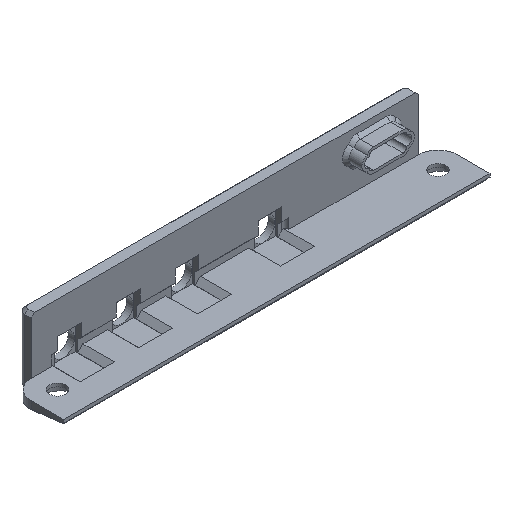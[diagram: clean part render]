
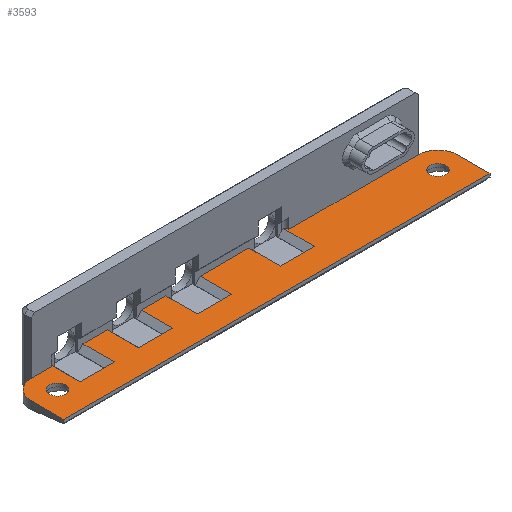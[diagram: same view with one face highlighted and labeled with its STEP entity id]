
A CAD part, isometric view. The second image highlights one B-rep face of the part: STEP entity #3593.
In plain terms, the highlighted planar face has unit normal (0, 0, 1).
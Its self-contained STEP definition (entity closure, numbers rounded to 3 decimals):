
#108=FACE_BOUND('',#469,.T.);
#109=FACE_BOUND('',#470,.T.);
#139=CIRCLE('',#3815,0.7);
#140=CIRCLE('',#3816,0.3);
#141=CIRCLE('',#3817,6.);
#142=CIRCLE('',#3818,6.);
#143=CIRCLE('',#3819,1.2);
#144=CIRCLE('',#3820,2.45);
#145=CIRCLE('',#3821,2.45);
#263=FACE_OUTER_BOUND('',#468,.T.);
#468=EDGE_LOOP('',(#2390,#2391,#2392,#2393,#2394,#2395,#2396,#2397,#2398,
#2399,#2400,#2401,#2402,#2403,#2404,#2405,#2406,#2407,#2408,#2409,#2410,
#2411,#2412,#2413,#2414,#2415,#2416));
#469=EDGE_LOOP('',(#2417));
#470=EDGE_LOOP('',(#2418));
#713=LINE('',#5217,#1105);
#715=LINE('',#5221,#1107);
#716=LINE('',#5227,#1108);
#717=LINE('',#5229,#1109);
#718=LINE('',#5233,#1110);
#719=LINE('',#5235,#1111);
#720=LINE('',#5237,#1112);
#721=LINE('',#5241,#1113);
#722=LINE('',#5243,#1114);
#723=LINE('',#5247,#1115);
#724=LINE('',#5249,#1116);
#725=LINE('',#5251,#1117);
#726=LINE('',#5253,#1118);
#727=LINE('',#5255,#1119);
#728=LINE('',#5257,#1120);
#729=LINE('',#5259,#1121);
#730=LINE('',#5261,#1122);
#731=LINE('',#5263,#1123);
#732=LINE('',#5265,#1124);
#733=LINE('',#5267,#1125);
#734=LINE('',#5269,#1126);
#735=LINE('',#5270,#1127);
#1105=VECTOR('',#4155,10.);
#1107=VECTOR('',#4159,10.);
#1108=VECTOR('',#4164,10.);
#1109=VECTOR('',#4165,10.);
#1110=VECTOR('',#4168,10.);
#1111=VECTOR('',#4169,10.);
#1112=VECTOR('',#4170,10.);
#1113=VECTOR('',#4173,10.);
#1114=VECTOR('',#4174,10.);
#1115=VECTOR('',#4177,10.);
#1116=VECTOR('',#4178,10.);
#1117=VECTOR('',#4179,10.);
#1118=VECTOR('',#4180,10.);
#1119=VECTOR('',#4181,10.);
#1120=VECTOR('',#4182,10.);
#1121=VECTOR('',#4183,10.);
#1122=VECTOR('',#4184,10.);
#1123=VECTOR('',#4185,10.);
#1124=VECTOR('',#4186,10.);
#1125=VECTOR('',#4187,10.);
#1126=VECTOR('',#4188,10.);
#1127=VECTOR('',#4189,10.);
#1498=VERTEX_POINT('',#5214);
#1499=VERTEX_POINT('',#5216);
#1500=VERTEX_POINT('',#5220);
#1501=VERTEX_POINT('',#5222);
#1502=VERTEX_POINT('',#5224);
#1503=VERTEX_POINT('',#5226);
#1504=VERTEX_POINT('',#5228);
#1505=VERTEX_POINT('',#5230);
#1506=VERTEX_POINT('',#5232);
#1507=VERTEX_POINT('',#5234);
#1508=VERTEX_POINT('',#5236);
#1509=VERTEX_POINT('',#5238);
#1510=VERTEX_POINT('',#5240);
#1511=VERTEX_POINT('',#5242);
#1512=VERTEX_POINT('',#5244);
#1513=VERTEX_POINT('',#5246);
#1514=VERTEX_POINT('',#5248);
#1515=VERTEX_POINT('',#5250);
#1516=VERTEX_POINT('',#5252);
#1517=VERTEX_POINT('',#5254);
#1518=VERTEX_POINT('',#5256);
#1519=VERTEX_POINT('',#5258);
#1520=VERTEX_POINT('',#5260);
#1521=VERTEX_POINT('',#5262);
#1522=VERTEX_POINT('',#5264);
#1523=VERTEX_POINT('',#5266);
#1524=VERTEX_POINT('',#5268);
#1525=VERTEX_POINT('',#5271);
#1526=VERTEX_POINT('',#5273);
#1850=EDGE_CURVE('',#1498,#1499,#713,.T.);
#1852=EDGE_CURVE('',#1499,#1500,#715,.T.);
#1853=EDGE_CURVE('',#1498,#1501,#139,.T.);
#1854=EDGE_CURVE('',#1502,#1501,#140,.T.);
#1855=EDGE_CURVE('',#1502,#1503,#716,.T.);
#1856=EDGE_CURVE('',#1503,#1504,#717,.T.);
#1857=EDGE_CURVE('',#1505,#1504,#141,.T.);
#1858=EDGE_CURVE('',#1505,#1506,#718,.T.);
#1859=EDGE_CURVE('',#1506,#1507,#719,.T.);
#1860=EDGE_CURVE('',#1507,#1508,#720,.T.);
#1861=EDGE_CURVE('',#1509,#1508,#142,.T.);
#1862=EDGE_CURVE('',#1509,#1510,#721,.T.);
#1863=EDGE_CURVE('',#1511,#1510,#722,.T.);
#1864=EDGE_CURVE('',#1511,#1512,#143,.T.);
#1865=EDGE_CURVE('',#1513,#1512,#723,.T.);
#1866=EDGE_CURVE('',#1514,#1513,#724,.T.);
#1867=EDGE_CURVE('',#1515,#1514,#725,.T.);
#1868=EDGE_CURVE('',#1515,#1516,#726,.T.);
#1869=EDGE_CURVE('',#1517,#1516,#727,.T.);
#1870=EDGE_CURVE('',#1518,#1517,#728,.T.);
#1871=EDGE_CURVE('',#1519,#1518,#729,.T.);
#1872=EDGE_CURVE('',#1519,#1520,#730,.T.);
#1873=EDGE_CURVE('',#1521,#1520,#731,.T.);
#1874=EDGE_CURVE('',#1522,#1521,#732,.T.);
#1875=EDGE_CURVE('',#1523,#1522,#733,.T.);
#1876=EDGE_CURVE('',#1523,#1524,#734,.T.);
#1877=EDGE_CURVE('',#1500,#1524,#735,.T.);
#1878=EDGE_CURVE('',#1525,#1525,#144,.F.);
#1879=EDGE_CURVE('',#1526,#1526,#145,.F.);
#2390=ORIENTED_EDGE('',*,*,#1852,.F.);
#2391=ORIENTED_EDGE('',*,*,#1850,.F.);
#2392=ORIENTED_EDGE('',*,*,#1853,.T.);
#2393=ORIENTED_EDGE('',*,*,#1854,.F.);
#2394=ORIENTED_EDGE('',*,*,#1855,.T.);
#2395=ORIENTED_EDGE('',*,*,#1856,.T.);
#2396=ORIENTED_EDGE('',*,*,#1857,.F.);
#2397=ORIENTED_EDGE('',*,*,#1858,.T.);
#2398=ORIENTED_EDGE('',*,*,#1859,.T.);
#2399=ORIENTED_EDGE('',*,*,#1860,.T.);
#2400=ORIENTED_EDGE('',*,*,#1861,.F.);
#2401=ORIENTED_EDGE('',*,*,#1862,.T.);
#2402=ORIENTED_EDGE('',*,*,#1863,.F.);
#2403=ORIENTED_EDGE('',*,*,#1864,.T.);
#2404=ORIENTED_EDGE('',*,*,#1865,.F.);
#2405=ORIENTED_EDGE('',*,*,#1866,.F.);
#2406=ORIENTED_EDGE('',*,*,#1867,.F.);
#2407=ORIENTED_EDGE('',*,*,#1868,.T.);
#2408=ORIENTED_EDGE('',*,*,#1869,.F.);
#2409=ORIENTED_EDGE('',*,*,#1870,.F.);
#2410=ORIENTED_EDGE('',*,*,#1871,.F.);
#2411=ORIENTED_EDGE('',*,*,#1872,.T.);
#2412=ORIENTED_EDGE('',*,*,#1873,.F.);
#2413=ORIENTED_EDGE('',*,*,#1874,.F.);
#2414=ORIENTED_EDGE('',*,*,#1875,.F.);
#2415=ORIENTED_EDGE('',*,*,#1876,.T.);
#2416=ORIENTED_EDGE('',*,*,#1877,.F.);
#2417=ORIENTED_EDGE('',*,*,#1878,.F.);
#2418=ORIENTED_EDGE('',*,*,#1879,.F.);
#3461=PLANE('',#3814);
#3593=ADVANCED_FACE('',(#263,#108,#109),#3461,.F.);
#3814=AXIS2_PLACEMENT_3D('',#5219,#4157,#4158);
#3815=AXIS2_PLACEMENT_3D('',#5223,#4160,#4161);
#3816=AXIS2_PLACEMENT_3D('',#5225,#4162,#4163);
#3817=AXIS2_PLACEMENT_3D('',#5231,#4166,#4167);
#3818=AXIS2_PLACEMENT_3D('',#5239,#4171,#4172);
#3819=AXIS2_PLACEMENT_3D('',#5245,#4175,#4176);
#3820=AXIS2_PLACEMENT_3D('',#5272,#4190,#4191);
#3821=AXIS2_PLACEMENT_3D('',#5274,#4192,#4193);
#4155=DIRECTION('',(0.,-1.,0.));
#4157=DIRECTION('center_axis',(0.,0.,-1.));
#4158=DIRECTION('ref_axis',(1.,0.,0.));
#4159=DIRECTION('',(1.,0.,0.));
#4160=DIRECTION('center_axis',(0.,0.,1.));
#4161=DIRECTION('ref_axis',(0.,1.,0.));
#4162=DIRECTION('center_axis',(0.,0.,1.));
#4163=DIRECTION('ref_axis',(0.219,-0.976,0.));
#4164=DIRECTION('',(0.,-1.,0.));
#4165=DIRECTION('',(-1.,0.,0.));
#4166=DIRECTION('center_axis',(0.,0.,-1.));
#4167=DIRECTION('ref_axis',(-1.,0.,0.));
#4168=DIRECTION('',(0.,-1.,0.));
#4169=DIRECTION('',(1.,0.,0.));
#4170=DIRECTION('',(0.,1.,0.));
#4171=DIRECTION('center_axis',(0.,0.,-1.));
#4172=DIRECTION('ref_axis',(0.,1.,0.));
#4173=DIRECTION('',(-1.,0.,0.));
#4174=DIRECTION('',(0.,-1.,0.));
#4175=DIRECTION('center_axis',(0.,0.,1.));
#4176=DIRECTION('ref_axis',(0.985,0.173,0.));
#4177=DIRECTION('',(0.,1.,0.));
#4178=DIRECTION('',(1.,0.,0.));
#4179=DIRECTION('',(0.,-1.,0.));
#4180=DIRECTION('',(-1.,0.,0.));
#4181=DIRECTION('',(0.,1.,0.));
#4182=DIRECTION('',(1.,0.,0.));
#4183=DIRECTION('',(0.,-1.,0.));
#4184=DIRECTION('',(-1.,0.,0.));
#4185=DIRECTION('',(0.,1.,0.));
#4186=DIRECTION('',(1.,0.,0.));
#4187=DIRECTION('',(0.,-1.,0.));
#4188=DIRECTION('',(-1.,0.,0.));
#4189=DIRECTION('',(0.,1.,0.));
#4190=DIRECTION('center_axis',(0.,0.,-1.));
#4191=DIRECTION('ref_axis',(1.,0.,0.));
#4192=DIRECTION('center_axis',(0.,0.,-1.));
#4193=DIRECTION('ref_axis',(1.,0.,0.));
#5214=CARTESIAN_POINT('',(-52.886,82.171,21.275));
#5216=CARTESIAN_POINT('',(-52.886,72.825,21.275));
#5217=CARTESIAN_POINT('',(-52.886,77.225,21.275));
#5219=CARTESIAN_POINT('Origin',(0.,73.225,21.275));
#5220=CARTESIAN_POINT('',(-42.386,72.825,21.275));
#5221=CARTESIAN_POINT('',(-11.909,72.825,21.275));
#5222=CARTESIAN_POINT('',(-53.053,81.718,21.275));
#5223=CARTESIAN_POINT('Origin',(-52.353,81.718,21.275));
#5224=CARTESIAN_POINT('',(-53.288,81.425,21.275));
#5225=CARTESIAN_POINT('Origin',(-53.353,81.718,21.275));
#5226=CARTESIAN_POINT('',(-53.288,81.225,21.275));
#5227=CARTESIAN_POINT('',(-53.288,81.425,21.275));
#5228=CARTESIAN_POINT('',(-59.5,81.225,21.275));
#5229=CARTESIAN_POINT('',(-29.75,81.225,21.275));
#5230=CARTESIAN_POINT('',(-65.5,75.225,21.275));
#5231=CARTESIAN_POINT('Origin',(-59.5,75.225,21.275));
#5232=CARTESIAN_POINT('',(-65.5,65.225,21.275));
#5233=CARTESIAN_POINT('',(-65.5,75.225,21.275));
#5234=CARTESIAN_POINT('',(65.5,65.225,21.275));
#5235=CARTESIAN_POINT('',(-65.5,65.225,21.275));
#5236=CARTESIAN_POINT('',(65.5,75.225,21.275));
#5237=CARTESIAN_POINT('',(65.5,65.225,21.275));
#5238=CARTESIAN_POINT('',(59.5,81.225,21.275));
#5239=CARTESIAN_POINT('Origin',(59.5,75.225,21.275));
#5240=CARTESIAN_POINT('',(19.663,81.225,21.275));
#5241=CARTESIAN_POINT('',(-29.75,81.225,21.275));
#5242=CARTESIAN_POINT('',(19.663,81.425,21.275));
#5243=CARTESIAN_POINT('',(19.663,81.425,21.275));
#5244=CARTESIAN_POINT('',(19.114,82.237,21.275));
#5245=CARTESIAN_POINT('Origin',(18.481,81.218,21.275));
#5246=CARTESIAN_POINT('',(19.114,72.825,21.275));
#5247=CARTESIAN_POINT('',(19.114,77.225,21.275));
#5248=CARTESIAN_POINT('',(8.614,72.825,21.275));
#5249=CARTESIAN_POINT('',(3.466,72.825,21.275));
#5250=CARTESIAN_POINT('',(8.614,82.418,21.275));
#5251=CARTESIAN_POINT('',(8.614,77.225,21.275));
#5252=CARTESIAN_POINT('',(-6.386,82.418,21.275));
#5253=CARTESIAN_POINT('',(10.414,82.418,21.275));
#5254=CARTESIAN_POINT('',(-6.386,72.825,21.275));
#5255=CARTESIAN_POINT('',(-6.386,77.225,21.275));
#5256=CARTESIAN_POINT('',(-16.886,72.825,21.275));
#5257=CARTESIAN_POINT('',(-2.909,72.825,21.275));
#5258=CARTESIAN_POINT('',(-16.886,82.418,21.275));
#5259=CARTESIAN_POINT('',(-16.886,77.225,21.275));
#5260=CARTESIAN_POINT('',(-24.386,82.418,21.275));
#5261=CARTESIAN_POINT('',(-15.086,82.418,21.275));
#5262=CARTESIAN_POINT('',(-24.386,72.825,21.275));
#5263=CARTESIAN_POINT('',(-24.386,77.225,21.275));
#5264=CARTESIAN_POINT('',(-34.886,72.825,21.275));
#5265=CARTESIAN_POINT('',(-7.409,72.825,21.275));
#5266=CARTESIAN_POINT('',(-34.886,82.418,21.275));
#5267=CARTESIAN_POINT('',(-34.886,77.225,21.275));
#5268=CARTESIAN_POINT('',(-42.386,82.418,21.275));
#5269=CARTESIAN_POINT('',(-33.086,82.418,21.275));
#5270=CARTESIAN_POINT('',(-42.386,77.225,21.275));
#5271=CARTESIAN_POINT('',(55.989,74.164,21.275));
#5272=CARTESIAN_POINT('Origin',(58.439,74.164,21.275));
#5273=CARTESIAN_POINT('',(-60.889,74.164,21.275));
#5274=CARTESIAN_POINT('Origin',(-58.439,74.164,21.275));
